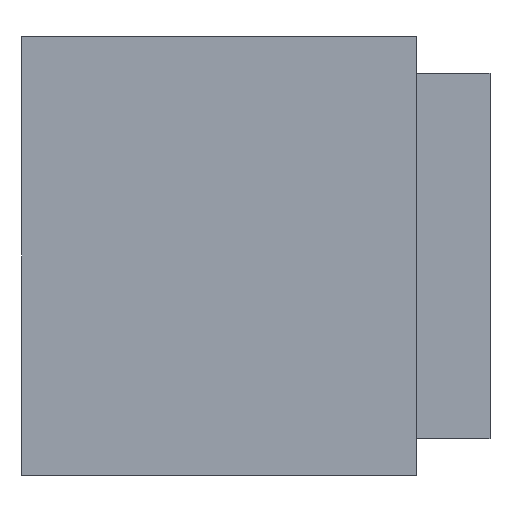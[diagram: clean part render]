
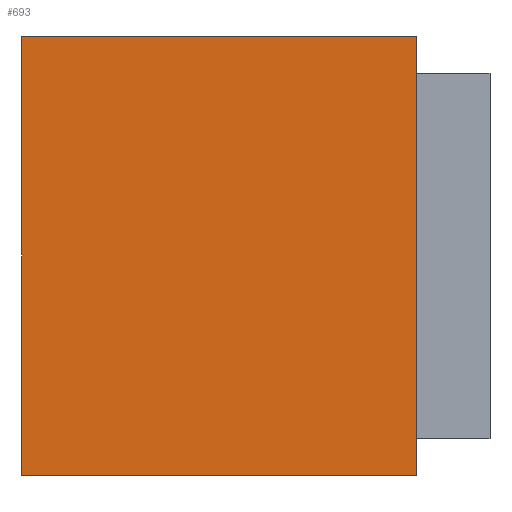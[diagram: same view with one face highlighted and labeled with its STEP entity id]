
A CAD part, left-side view. The second image highlights one B-rep face of the part: STEP entity #693.
In plain terms, the highlighted planar face has unit normal (-1, 0, 0).
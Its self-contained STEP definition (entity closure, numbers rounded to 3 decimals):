
#54 = DIRECTION ( 'NONE',  ( 0., 0., 1. ) ) ;
#82 = DIRECTION ( 'NONE',  ( 0., 0., -1. ) ) ;
#84 = DIRECTION ( 'NONE',  ( 0., 1., 0. ) ) ;
#85 = ORIENTED_EDGE ( 'NONE', *, *, #398, .F. ) ;
#90 = ORIENTED_EDGE ( 'NONE', *, *, #739, .T. ) ;
#99 = CARTESIAN_POINT ( 'NONE',  ( -0.3, 1.311, -0.15 ) ) ;
#102 = CARTESIAN_POINT ( 'NONE',  ( -0.3, 0.05, 0. ) ) ;
#127 = EDGE_CURVE ( 'NONE', #261, #523, #222, .T. ) ;
#161 = DIRECTION ( 'NONE',  ( 1., 0., 0. ) ) ;
#192 = CARTESIAN_POINT ( 'NONE',  ( -0.3, 0.32, 0.15 ) ) ;
#221 = ORIENTED_EDGE ( 'NONE', *, *, #561, .F. ) ;
#222 = LINE ( 'NONE', #758, #721 ) ;
#233 = FACE_OUTER_BOUND ( 'NONE', #643, .T. ) ;
#259 = LINE ( 'NONE', #192, #777 ) ;
#261 = VERTEX_POINT ( 'NONE', #793 ) ;
#299 = LINE ( 'NONE', #99, #408 ) ;
#307 = CARTESIAN_POINT ( 'NONE',  ( -0.3, 0.05, -0.15 ) ) ;
#342 = DIRECTION ( 'NONE',  ( 0., -1., 0. ) ) ;
#385 = VECTOR ( 'NONE', #800, 1000. ) ;
#398 = EDGE_CURVE ( 'NONE', #764, #613, #299, .T. ) ;
#408 = VECTOR ( 'NONE', #84, 1000. ) ;
#441 = CARTESIAN_POINT ( 'NONE',  ( -0.3, 0.32, -0.15 ) ) ;
#499 = CARTESIAN_POINT ( 'NONE',  ( -0.3, 0.05, 0.15 ) ) ;
#523 = VERTEX_POINT ( 'NONE', #499 ) ;
#543 = CARTESIAN_POINT ( 'NONE',  ( -0.3, 1.311, 0.15 ) ) ;
#544 = AXIS2_PLACEMENT_3D ( 'NONE', #543, #161, #82 ) ;
#561 = EDGE_CURVE ( 'NONE', #613, #261, #259, .T. ) ;
#613 = VERTEX_POINT ( 'NONE', #441 ) ;
#643 = EDGE_LOOP ( 'NONE', ( #85, #90, #788, #221 ) ) ;
#679 = LINE ( 'NONE', #102, #385 ) ;
#693 = ADVANCED_FACE ( 'NONE', ( #233 ), #719, .F. ) ;
#719 = PLANE ( 'NONE',  #544 ) ;
#721 = VECTOR ( 'NONE', #342, 1000. ) ;
#739 = EDGE_CURVE ( 'NONE', #764, #523, #679, .T. ) ;
#758 = CARTESIAN_POINT ( 'NONE',  ( -0.3, 1.311, 0.15 ) ) ;
#764 = VERTEX_POINT ( 'NONE', #307 ) ;
#777 = VECTOR ( 'NONE', #54, 1000. ) ;
#788 = ORIENTED_EDGE ( 'NONE', *, *, #127, .F. ) ;
#793 = CARTESIAN_POINT ( 'NONE',  ( -0.3, 0.32, 0.15 ) ) ;
#800 = DIRECTION ( 'NONE',  ( 0., 0., 1. ) ) ;
